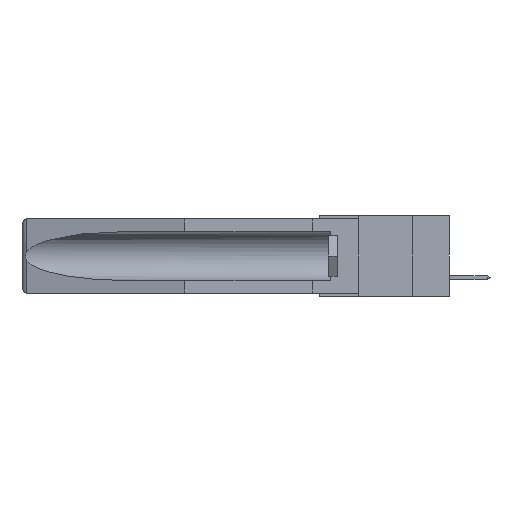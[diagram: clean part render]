
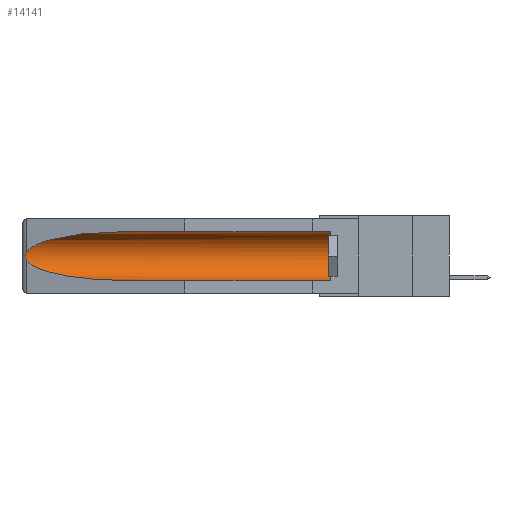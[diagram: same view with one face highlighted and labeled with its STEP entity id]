
A CAD part, left-side view. The second image highlights one B-rep face of the part: STEP entity #14141.
In plain terms, the highlighted cylindrical face has radius 2.857 mm (diameter 5.715 mm), a partial arc.
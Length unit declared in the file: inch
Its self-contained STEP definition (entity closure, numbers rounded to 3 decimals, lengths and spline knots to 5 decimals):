
#344 =( BOUNDED_CURVE ( )  B_SPLINE_CURVE ( 3, ( #3487, #9223, #15116, #21207 ),
 .UNSPECIFIED., .F., .F. ) 
 B_SPLINE_CURVE_WITH_KNOTS ( ( 4, 4 ),
 ( 0.1948, 1.5708 ),
 .UNSPECIFIED. ) 
 CURVE ( )  GEOMETRIC_REPRESENTATION_ITEM ( )  RATIONAL_B_SPLINE_CURVE ( ( 1., 0.848, 0.848, 1. ) ) 
 REPRESENTATION_ITEM ( '' )  );
#717 = CARTESIAN_POINT ( 'NONE',  ( 0.155, -0.30754, -0.1715 ) ) ;
#770 = ORIENTED_EDGE ( 'NONE', *, *, #20431, .T. ) ;
#930 = ORIENTED_EDGE ( 'NONE', *, *, #14778, .F. ) ;
#1507 = CARTESIAN_POINT ( 'NONE',  ( 0.26537, 1.52718, -0.14972 ) ) ;
#1600 = CARTESIAN_POINT ( 'NONE',  ( 0.2673, 1.53269, -0.17917 ) ) ;
#1843 = CARTESIAN_POINT ( 'NONE',  ( 0.21114, 1.30732, -0.059 ) ) ;
#2987 = VERTEX_POINT ( 'NONE', #5433 ) ;
#3487 = CARTESIAN_POINT ( 'NONE',  ( 0.26537, 1.52718, -0.19328 ) ) ;
#3663 = VERTEX_POINT ( 'NONE', #16922 ) ;
#3957 = CARTESIAN_POINT ( 'NONE',  ( 0.25451, 1.48313, -0.09465 ) ) ;
#4073 = CYLINDRICAL_SURFACE ( 'NONE', #19662, 0.1125 ) ;
#5082 = CARTESIAN_POINT ( 'NONE',  ( 0.26655, 1.53094, -0.18657 ) ) ;
#5260 = LINE ( 'NONE', #16558, #25136 ) ;
#5433 = CARTESIAN_POINT ( 'NONE',  ( 0.155, 0.126, -0.059 ) ) ;
#5439 = CARTESIAN_POINT ( 'NONE',  ( 0.2675, 1.53308, -0.16763 ) ) ;
#5626 = EDGE_CURVE ( 'NONE', #17486, #14900, #9068, .T. ) ;
#5680 = ORIENTED_EDGE ( 'NONE', *, *, #18235, .T. ) ;
#5913 = CARTESIAN_POINT ( 'NONE',  ( 0.26537, 1.52718, -0.19328 ) ) ;
#7062 = CARTESIAN_POINT ( 'NONE',  ( 0.26537, 1.52718, -0.19328 ) ) ;
#7095 = CIRCLE ( 'NONE', #24792, 0.1125 ) ;
#7284 = DIRECTION ( 'NONE',  ( 0., -1., 0. ) ) ;
#7360 = ORIENTED_EDGE ( 'NONE', *, *, #20047, .T. ) ;
#7492 = CARTESIAN_POINT ( 'NONE',  ( 0.155, 1.07973, -0.284 ) ) ;
#8915 = VERTEX_POINT ( 'NONE', #5913 ) ;
#9068 =( BOUNDED_CURVE ( )  B_SPLINE_CURVE ( 3, ( #19631, #1843, #3957, #19441 ),
 .UNSPECIFIED., .F., .F. ) 
 B_SPLINE_CURVE_WITH_KNOTS ( ( 4, 4 ),
 ( 4.71239, 6.08839 ),
 .UNSPECIFIED. ) 
 CURVE ( )  GEOMETRIC_REPRESENTATION_ITEM ( )  RATIONAL_B_SPLINE_CURVE ( ( 1., 0.848, 0.848, 1. ) ) 
 REPRESENTATION_ITEM ( '' )  );
#9159 = CARTESIAN_POINT ( 'NONE',  ( 0.155, 0.126, -0.1715 ) ) ;
#9223 = CARTESIAN_POINT ( 'NONE',  ( 0.25451, 1.48313, -0.24835 ) ) ;
#9289 = FACE_OUTER_BOUND ( 'NONE', #25125, .T. ) ;
#9448 = B_SPLINE_CURVE_WITH_KNOTS ( 'NONE', 3,
 ( #1507, #15172, #17046, #17137, #5439, #19115, #1600, #5082, #18768, #7062 ),
 .UNSPECIFIED., .F., .F.,
 ( 4, 2, 2, 2, 4 ),
 ( 0., 0.00029, 0.00058, 0.00087, 0.00117 ),
 .UNSPECIFIED. ) ;
#10327 = LINE ( 'NONE', #19479, #20114 ) ;
#10561 = DIRECTION ( 'NONE',  ( 0., 0., 1. ) ) ;
#13313 = CARTESIAN_POINT ( 'NONE',  ( 0.26537, 1.52718, -0.14972 ) ) ;
#13707 = CARTESIAN_POINT ( 'NONE',  ( 0.155, 1.07973, -0.059 ) ) ;
#14141 = ADVANCED_FACE ( 'NONE', ( #9289 ), #4073, .F. ) ;
#14706 = ORIENTED_EDGE ( 'NONE', *, *, #5626, .T. ) ;
#14778 = EDGE_CURVE ( 'NONE', #3663, #22103, #5260, .T. ) ;
#14900 = VERTEX_POINT ( 'NONE', #13313 ) ;
#15069 = DIRECTION ( 'NONE',  ( 0., 0., 1. ) ) ;
#15116 = CARTESIAN_POINT ( 'NONE',  ( 0.21114, 1.30732, -0.284 ) ) ;
#15172 = CARTESIAN_POINT ( 'NONE',  ( 0.26597, 1.52961, -0.15275 ) ) ;
#16227 = DIRECTION ( 'NONE',  ( 0., 1., 0. ) ) ;
#16439 = DIRECTION ( 'NONE',  ( 0., 1., 0. ) ) ;
#16558 = CARTESIAN_POINT ( 'NONE',  ( 0.155, -0.30754, -0.284 ) ) ;
#16922 = CARTESIAN_POINT ( 'NONE',  ( 0.155, 0.126, -0.284 ) ) ;
#17046 = CARTESIAN_POINT ( 'NONE',  ( 0.26654, 1.53092, -0.15636 ) ) ;
#17137 = CARTESIAN_POINT ( 'NONE',  ( 0.2673, 1.5327, -0.16383 ) ) ;
#17486 = VERTEX_POINT ( 'NONE', #13707 ) ;
#18235 = EDGE_CURVE ( 'NONE', #3663, #2987, #7095, .T. ) ;
#18566 = EDGE_CURVE ( 'NONE', #14900, #8915, #9448, .T. ) ;
#18768 = CARTESIAN_POINT ( 'NONE',  ( 0.26597, 1.5296, -0.19026 ) ) ;
#19115 = CARTESIAN_POINT ( 'NONE',  ( 0.2675, 1.53308, -0.17534 ) ) ;
#19441 = CARTESIAN_POINT ( 'NONE',  ( 0.26537, 1.52718, -0.14972 ) ) ;
#19479 = CARTESIAN_POINT ( 'NONE',  ( 0.155, -0.30754, -0.059 ) ) ;
#19631 = CARTESIAN_POINT ( 'NONE',  ( 0.155, 1.07973, -0.059 ) ) ;
#19662 = AXIS2_PLACEMENT_3D ( 'NONE', #717, #16439, #10561 ) ;
#20047 = EDGE_CURVE ( 'NONE', #8915, #22103, #344, .T. ) ;
#20114 = VECTOR ( 'NONE', #25198, 39.37008 ) ;
#20431 = EDGE_CURVE ( 'NONE', #2987, #17486, #10327, .T. ) ;
#21207 = CARTESIAN_POINT ( 'NONE',  ( 0.155, 1.07973, -0.284 ) ) ;
#22103 = VERTEX_POINT ( 'NONE', #7492 ) ;
#24792 = AXIS2_PLACEMENT_3D ( 'NONE', #9159, #7284, #15069 ) ;
#24896 = ORIENTED_EDGE ( 'NONE', *, *, #18566, .T. ) ;
#25125 = EDGE_LOOP ( 'NONE', ( #14706, #24896, #7360, #930, #5680, #770 ) ) ;
#25136 = VECTOR ( 'NONE', #16227, 39.37008 ) ;
#25198 = DIRECTION ( 'NONE',  ( 0., 1., 0. ) ) ;
